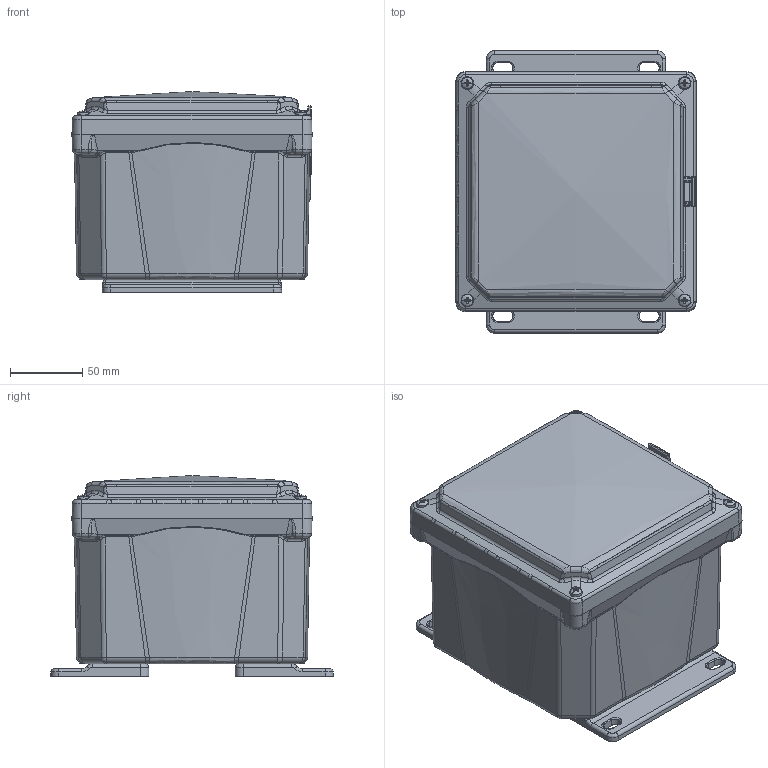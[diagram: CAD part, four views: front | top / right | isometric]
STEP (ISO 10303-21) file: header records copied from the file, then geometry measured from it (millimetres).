
FILE_DESCRIPTION((''),'2;1');
FILE_NAME('H6064SF_ASM','2016-12-23T',('tstokes'),(''),'CREO PARAMETRIC BY PTC INC, 2016050','CREO PARAMETRIC BY PTC INC, 2016050','');
FILE_SCHEMA(('CONFIG_CONTROL_DESIGN'));
Length unit declared in the file: inch
Products named in the file (9): H664BS; 9912525-80-10; 9912521-80-10; H664BS_ASM; H66CSO; 9912538-82-10; 9912530-82-10; MFLK6; H6064SF_ASM
Assembly tree (25 placements, depth 3):
  H6064SF_ASM
    H664BS_ASM
      H664BS
      9912525-80-10  x8
      9912521-80-10  x4
    H66CSO
    9912538-82-10  x4
    9912530-82-10  x4
    MFLK6  x2
Bounding box: 166.01 x 195.33 x 138.81 mm (x, y, z)
Volume: 623571.4 mm3; surface area: 339938.3 mm2
Topology: 24 solids, 24 shells, 3400 faces, 7865 edges, 4673 vertices
Faces by surface type: cylinder 1367, plane 754, bspline 691, cone 292, sphere 164, torus 124, extrusion 8
Entity records: 87950 total; most frequent: CARTESIAN_POINT 41209, ORIENTED_EDGE 10258, DIRECTION 8893, EDGE_CURVE 5129, AXIS2_PLACEMENT_3D 3467, VERTEX_POINT 2996, EDGE_LOOP 2343, FACE_OUTER_BOUND 2235
